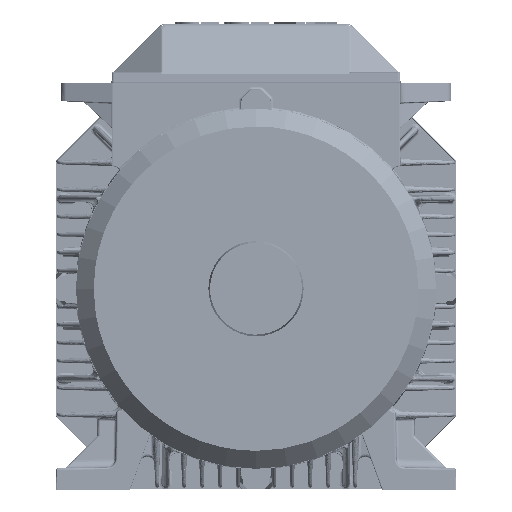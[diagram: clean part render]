
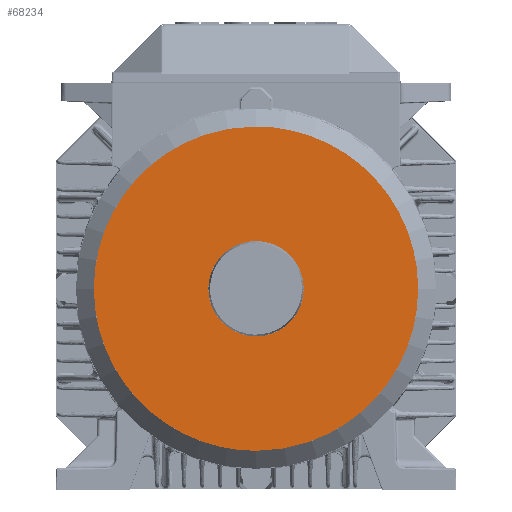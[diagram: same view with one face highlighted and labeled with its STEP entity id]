
A CAD part, left-side view. The second image highlights one B-rep face of the part: STEP entity #68234.
In plain terms, the highlighted planar face has unit normal (-1, 0, 0).
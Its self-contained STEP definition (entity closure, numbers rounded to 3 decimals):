
#693=FACE_BOUND('',#78801,.T.);
#694=FACE_BOUND('',#78802,.T.);
#19403=B_SPLINE_CURVE_WITH_KNOTS('',3,(#337683,#337684,#337685,#337686,#337687,
#337688,#337689,#337690,#337691,#337692,#337693,#337694,#337695,#337696,
#337697,#337698,#337699,#337700),.UNSPECIFIED.,.F.,.F.,(4,2,2,2,2,2,2,2,
4),(0.,0.125,0.25,0.375,0.5,0.625,0.75,0.875,1.),.UNSPECIFIED.);
#19404=B_SPLINE_CURVE_WITH_KNOTS('',3,(#337703,#337704,#337705,#337706,#337707,
#337708,#337709,#337710,#337711,#337712,#337713,#337714,#337715,#337716,
#337717,#337718,#337719,#337720),.UNSPECIFIED.,.F.,.F.,(4,2,2,2,2,2,2,2,
4),(0.,0.125,0.25,0.375,0.5,0.625,0.75,0.875,1.),.UNSPECIFIED.);
#19405=B_SPLINE_CURVE_WITH_KNOTS('',3,(#337721,#337722,#337723,#337724,#337725,
#337726,#337727,#337728,#337729,#337730,#337731,#337732,#337733,#337734,
#337735,#337736,#337737,#337738),.UNSPECIFIED.,.F.,.F.,(4,2,2,2,2,2,2,2,
4),(0.,0.125,0.25,0.375,0.5,0.625,0.75,0.875,1.),.UNSPECIFIED.);
#19406=B_SPLINE_CURVE_WITH_KNOTS('',3,(#337741,#337742,#337743,#337744,#337745,
#337746,#337747,#337748,#337749,#337750,#337751,#337752,#337753,#337754,
#337755,#337756,#337757,#337758),.UNSPECIFIED.,.F.,.F.,(4,2,2,2,2,2,2,2,
4),(0.,0.125,0.25,0.375,0.5,0.625,0.75,0.875,1.),.UNSPECIFIED.);
#68234=ADVANCED_FACE('',(#693,#694),#69389,.T.);
#69389=PLANE('',#169579);
#78801=EDGE_LOOP('',(#101059,#101060));
#78802=EDGE_LOOP('',(#101061,#101062));
#101059=ORIENTED_EDGE('',*,*,#147451,.T.);
#101060=ORIENTED_EDGE('',*,*,#147452,.T.);
#101061=ORIENTED_EDGE('',*,*,#147453,.T.);
#101062=ORIENTED_EDGE('',*,*,#147454,.T.);
#124255=VERTEX_POINT('',#337701);
#124256=VERTEX_POINT('',#337702);
#124257=VERTEX_POINT('',#337739);
#124258=VERTEX_POINT('',#337740);
#147451=EDGE_CURVE('',#124255,#124256,#19403,.T.);
#147452=EDGE_CURVE('',#124256,#124255,#19404,.T.);
#147453=EDGE_CURVE('',#124257,#124258,#19405,.T.);
#147454=EDGE_CURVE('',#124258,#124257,#19406,.T.);
#169579=AXIS2_PLACEMENT_3D('',#337759,#190040,#190041);
#190040=DIRECTION('',(-1.,0.,0.));
#190041=DIRECTION('',(0.,0.,-1.));
#337683=CARTESIAN_POINT('',(-45.,0.,26.438));
#337684=CARTESIAN_POINT('',(-45.,-3.509,26.438));
#337685=CARTESIAN_POINT('',(-45.,-6.88,25.766));
#337686=CARTESIAN_POINT('',(-45.,-13.355,23.084));
#337687=CARTESIAN_POINT('',(-45.,-16.216,21.172));
#337688=CARTESIAN_POINT('',(-45.,-21.172,16.217));
#337689=CARTESIAN_POINT('',(-45.,-23.084,13.355));
#337690=CARTESIAN_POINT('',(-45.,-25.767,6.88));
#337691=CARTESIAN_POINT('',(-45.,-26.438,3.504));
#337692=CARTESIAN_POINT('',(-45.,-26.438,-3.504));
#337693=CARTESIAN_POINT('',(-45.,-25.766,-6.88));
#337694=CARTESIAN_POINT('',(-45.,-23.084,-13.355));
#337695=CARTESIAN_POINT('',(-45.,-21.172,-16.216));
#337696=CARTESIAN_POINT('',(-45.,-16.217,-21.172));
#337697=CARTESIAN_POINT('',(-45.,-13.355,-23.084));
#337698=CARTESIAN_POINT('',(-45.,-6.88,-25.767));
#337699=CARTESIAN_POINT('',(-45.,-3.51,-26.438));
#337700=CARTESIAN_POINT('',(-45.,0.,-26.438));
#337701=CARTESIAN_POINT('',(-45.,0.,26.438));
#337702=CARTESIAN_POINT('',(-45.,0.,-26.438));
#337703=CARTESIAN_POINT('',(-45.,0.,-26.438));
#337704=CARTESIAN_POINT('',(-45.,3.509,-26.438));
#337705=CARTESIAN_POINT('',(-45.,6.88,-25.766));
#337706=CARTESIAN_POINT('',(-45.,13.355,-23.084));
#337707=CARTESIAN_POINT('',(-45.,16.216,-21.172));
#337708=CARTESIAN_POINT('',(-45.,21.172,-16.217));
#337709=CARTESIAN_POINT('',(-45.,23.084,-13.355));
#337710=CARTESIAN_POINT('',(-45.,25.767,-6.88));
#337711=CARTESIAN_POINT('',(-45.,26.438,-3.504));
#337712=CARTESIAN_POINT('',(-45.,26.438,3.504));
#337713=CARTESIAN_POINT('',(-45.,25.766,6.88));
#337714=CARTESIAN_POINT('',(-45.,23.084,13.355));
#337715=CARTESIAN_POINT('',(-45.,21.172,16.216));
#337716=CARTESIAN_POINT('',(-45.,16.217,21.172));
#337717=CARTESIAN_POINT('',(-45.,13.355,23.084));
#337718=CARTESIAN_POINT('',(-45.,6.88,25.767));
#337719=CARTESIAN_POINT('',(-45.,3.51,26.438));
#337720=CARTESIAN_POINT('',(-45.,0.,26.438));
#337721=CARTESIAN_POINT('',(-45.,0.,-90.));
#337722=CARTESIAN_POINT('',(-45.,-11.822,-90.));
#337723=CARTESIAN_POINT('',(-45.,-23.524,-87.671));
#337724=CARTESIAN_POINT('',(-45.,-45.359,-78.627));
#337725=CARTESIAN_POINT('',(-45.,-55.283,-71.996));
#337726=CARTESIAN_POINT('',(-45.,-71.996,-55.284));
#337727=CARTESIAN_POINT('',(-45.,-78.627,-45.359));
#337728=CARTESIAN_POINT('',(-45.,-87.672,-23.524));
#337729=CARTESIAN_POINT('',(-45.,-90.,-11.817));
#337730=CARTESIAN_POINT('',(-45.,-90.,11.817));
#337731=CARTESIAN_POINT('',(-45.,-87.671,23.524));
#337732=CARTESIAN_POINT('',(-45.,-78.627,45.359));
#337733=CARTESIAN_POINT('',(-45.,-71.996,55.283));
#337734=CARTESIAN_POINT('',(-45.,-55.284,71.996));
#337735=CARTESIAN_POINT('',(-45.,-45.359,78.627));
#337736=CARTESIAN_POINT('',(-45.,-23.524,87.672));
#337737=CARTESIAN_POINT('',(-45.,-11.824,90.));
#337738=CARTESIAN_POINT('',(-45.,0.,90.));
#337739=CARTESIAN_POINT('',(-45.,0.,-90.));
#337740=CARTESIAN_POINT('',(-45.,0.,90.));
#337741=CARTESIAN_POINT('',(-45.,0.,90.));
#337742=CARTESIAN_POINT('',(-45.,11.822,90.));
#337743=CARTESIAN_POINT('',(-45.,23.524,87.671));
#337744=CARTESIAN_POINT('',(-45.,45.359,78.627));
#337745=CARTESIAN_POINT('',(-45.,55.283,71.996));
#337746=CARTESIAN_POINT('',(-45.,71.996,55.284));
#337747=CARTESIAN_POINT('',(-45.,78.627,45.359));
#337748=CARTESIAN_POINT('',(-45.,87.672,23.524));
#337749=CARTESIAN_POINT('',(-45.,90.,11.817));
#337750=CARTESIAN_POINT('',(-45.,90.,-11.817));
#337751=CARTESIAN_POINT('',(-45.,87.671,-23.524));
#337752=CARTESIAN_POINT('',(-45.,78.627,-45.359));
#337753=CARTESIAN_POINT('',(-45.,71.996,-55.283));
#337754=CARTESIAN_POINT('',(-45.,55.284,-71.996));
#337755=CARTESIAN_POINT('',(-45.,45.359,-78.627));
#337756=CARTESIAN_POINT('',(-45.,23.524,-87.672));
#337757=CARTESIAN_POINT('',(-45.,11.824,-90.));
#337758=CARTESIAN_POINT('',(-45.,0.,-90.));
#337759=CARTESIAN_POINT('',(-45.,-91.08,-91.08));
